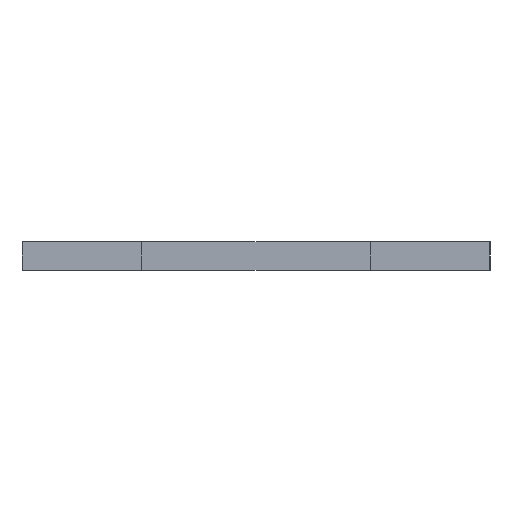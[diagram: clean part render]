
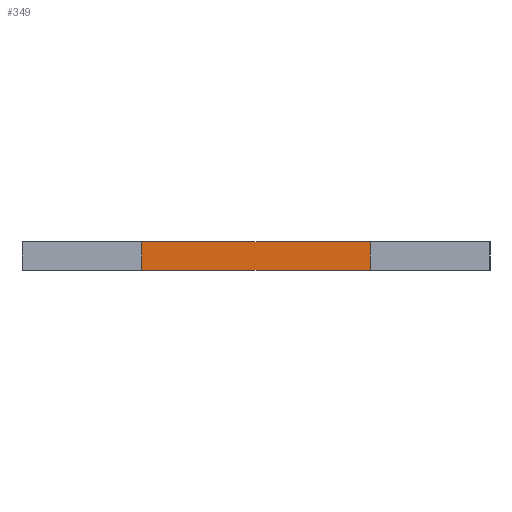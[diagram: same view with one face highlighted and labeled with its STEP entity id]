
A CAD part, left-side view. The second image highlights one B-rep face of the part: STEP entity #349.
In plain terms, the highlighted planar face has unit normal (-1, 0, 0).
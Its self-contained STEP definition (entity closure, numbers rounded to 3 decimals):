
#8 = VERTEX_POINT ( 'NONE', #357 ) ;
#13 = LINE ( 'NONE', #641, #737 ) ;
#16 = DIRECTION ( 'NONE',  ( 0., 0., -1. ) ) ;
#51 = FACE_OUTER_BOUND ( 'NONE', #549, .T. ) ;
#85 = VECTOR ( 'NONE', #16, 1000. ) ;
#114 = EDGE_CURVE ( 'NONE', #169, #682, #482, .T. ) ;
#166 = DIRECTION ( 'NONE',  ( 0., -1., 0. ) ) ;
#169 = VERTEX_POINT ( 'NONE', #506 ) ;
#185 = VECTOR ( 'NONE', #806, 1000. ) ;
#244 = PLANE ( 'NONE',  #661 ) ;
#284 = ORIENTED_EDGE ( 'NONE', *, *, #867, .T. ) ;
#323 = DIRECTION ( 'NONE',  ( 1., 0., 0. ) ) ;
#349 = ADVANCED_FACE ( 'NONE', ( #51 ), #244, .F. ) ;
#357 = CARTESIAN_POINT ( 'NONE',  ( 3., 65.805, 0. ) ) ;
#384 = CARTESIAN_POINT ( 'NONE',  ( 3., 65.805, 3. ) ) ;
#391 = EDGE_CURVE ( 'NONE', #664, #8, #849, .T. ) ;
#464 = CARTESIAN_POINT ( 'NONE',  ( 3., 65.805, 3. ) ) ;
#482 = LINE ( 'NONE', #637, #85 ) ;
#506 = CARTESIAN_POINT ( 'NONE',  ( 3., 90.195, 3. ) ) ;
#507 = CARTESIAN_POINT ( 'NONE',  ( 3., 90.195, 0. ) ) ;
#549 = EDGE_LOOP ( 'NONE', ( #284, #890, #834, #859 ) ) ;
#551 = LINE ( 'NONE', #784, #635 ) ;
#575 = DIRECTION ( 'NONE',  ( 0., -1., 0. ) ) ;
#635 = VECTOR ( 'NONE', #575, 1000. ) ;
#637 = CARTESIAN_POINT ( 'NONE',  ( 3., 90.195, 3. ) ) ;
#641 = CARTESIAN_POINT ( 'NONE',  ( 3., 90.195, 3. ) ) ;
#661 = AXIS2_PLACEMENT_3D ( 'NONE', #741, #323, #666 ) ;
#664 = VERTEX_POINT ( 'NONE', #384 ) ;
#666 = DIRECTION ( 'NONE',  ( 0., 0., -1. ) ) ;
#682 = VERTEX_POINT ( 'NONE', #507 ) ;
#737 = VECTOR ( 'NONE', #166, 1000. ) ;
#741 = CARTESIAN_POINT ( 'NONE',  ( 3., 90.195, 3. ) ) ;
#777 = EDGE_CURVE ( 'NONE', #169, #664, #13, .T. ) ;
#784 = CARTESIAN_POINT ( 'NONE',  ( 3., 90.195, 0. ) ) ;
#806 = DIRECTION ( 'NONE',  ( 0., 0., -1. ) ) ;
#834 = ORIENTED_EDGE ( 'NONE', *, *, #777, .F. ) ;
#849 = LINE ( 'NONE', #464, #185 ) ;
#859 = ORIENTED_EDGE ( 'NONE', *, *, #114, .T. ) ;
#867 = EDGE_CURVE ( 'NONE', #682, #8, #551, .T. ) ;
#890 = ORIENTED_EDGE ( 'NONE', *, *, #391, .F. ) ;
